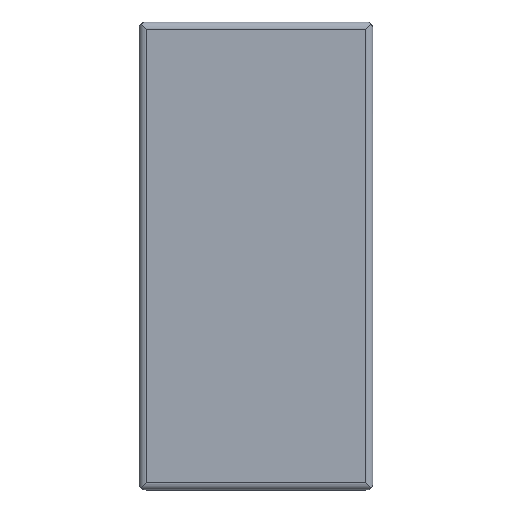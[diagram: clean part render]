
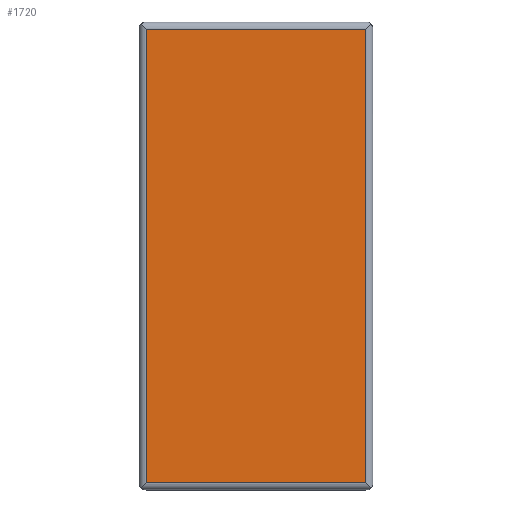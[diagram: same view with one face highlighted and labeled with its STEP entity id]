
A CAD part, top view. The second image highlights one B-rep face of the part: STEP entity #1720.
In plain terms, the highlighted face is planar.
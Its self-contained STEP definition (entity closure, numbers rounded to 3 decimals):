
#640=CARTESIAN_POINT('',(-3.5,-43.5,0.));
#650=VERTEX_POINT('',#640);
#890=CARTESIAN_POINT('',(43.5,-43.5,0.));
#900=VERTEX_POINT('',#890);
#930=CARTESIAN_POINT('',(0.,-43.5,0.));
#940=DIRECTION('',(1.,0.,0.));
#950=VECTOR('',#940,1.);
#960=LINE('',#930,#950);
#970=EDGE_CURVE('',#650,#900,#960,.T.);
#1420=CARTESIAN_POINT('',(0.,-40.,0.));
#1430=DIRECTION('',(0.,0.,1.));
#1440=DIRECTION('',(1.,0.,0.));
#1450=AXIS2_PLACEMENT_3D('',#1420,#1430,#1440);
#1460=PLANE('',#1450);
#1470=CARTESIAN_POINT('',(-3.5,0.,0.));
#1480=DIRECTION('',(0.,-1.,0.));
#1490=VECTOR('',#1480,1.);
#1500=LINE('',#1470,#1490);
#1510=CARTESIAN_POINT('',(-3.5,53.5,0.));
#1520=VERTEX_POINT('',#1510);
#1530=EDGE_CURVE('',#1520,#650,#1500,.T.);
#1540=ORIENTED_EDGE('',*,*,#1530,.F.);
#1550=ORIENTED_EDGE('',*,*,#970,.F.);
#1560=CARTESIAN_POINT('',(43.5,0.,0.));
#1570=DIRECTION('',(0.,1.,0.));
#1580=VECTOR('',#1570,1.);
#1590=LINE('',#1560,#1580);
#1600=CARTESIAN_POINT('',(43.5,53.5,0.));
#1610=VERTEX_POINT('',#1600);
#1620=EDGE_CURVE('',#900,#1610,#1590,.T.);
#1630=ORIENTED_EDGE('',*,*,#1620,.F.);
#1640=CARTESIAN_POINT('',(0.,53.5,0.));
#1650=DIRECTION('',(-1.,0.,0.));
#1660=VECTOR('',#1650,1.);
#1670=LINE('',#1640,#1660);
#1680=EDGE_CURVE('',#1610,#1520,#1670,.T.);
#1690=ORIENTED_EDGE('',*,*,#1680,.F.);
#1700=EDGE_LOOP('',(#1690,#1630,#1550,#1540));
#1710=FACE_OUTER_BOUND('',#1700,.T.);
#1720=ADVANCED_FACE('',(#1710),#1460,.F.);
